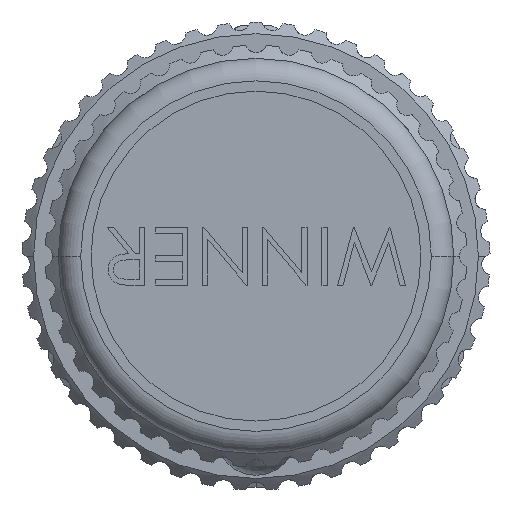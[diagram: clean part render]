
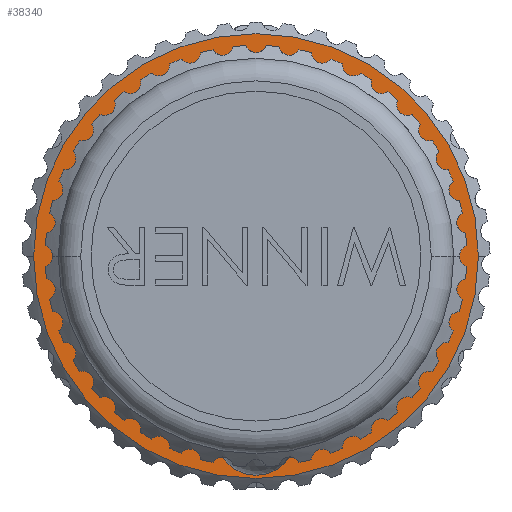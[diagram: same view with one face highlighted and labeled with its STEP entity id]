
A CAD part, left-side view. The second image highlights one B-rep face of the part: STEP entity #38340.
In plain terms, the highlighted planar face has unit normal (-1, 0, 0).
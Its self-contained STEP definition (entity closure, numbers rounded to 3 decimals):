
#608 = AXIS2_PLACEMENT_3D ( 'NONE', #29466, #20497, #5755 ) ;
#3589 = EDGE_CURVE ( 'NONE', #39960, #49642, #4676, .T. ) ;
#4111 = EDGE_LOOP ( 'NONE', ( #40883, #32346 ) ) ;
#4389 = ORIENTED_EDGE ( 'NONE', *, *, #45629, .F. ) ;
#4676 = CIRCLE ( 'NONE', #49538, 15.3 ) ;
#5652 = CARTESIAN_POINT ( 'NONE',  ( -8.02, -8.56, 0. ) ) ;
#5755 = DIRECTION ( 'NONE',  ( 0., 1., 0. ) ) ;
#13139 = DIRECTION ( 'NONE',  ( 0., 1., 0. ) ) ;
#13671 = CARTESIAN_POINT ( 'NONE',  ( -8.02, 15.3, 0. ) ) ;
#16300 = CARTESIAN_POINT ( 'NONE',  ( -8.02, -15.3, 0. ) ) ;
#16312 = DIRECTION ( 'NONE',  ( 0., 1., 0. ) ) ;
#19127 = CARTESIAN_POINT ( 'NONE',  ( -8.02, 0., 0. ) ) ;
#19161 = FACE_BOUND ( 'NONE', #30822, .T. ) ;
#20497 = DIRECTION ( 'NONE',  ( -1., 0., 0. ) ) ;
#24321 = DIRECTION ( 'NONE',  ( 0., 1., 0. ) ) ;
#27314 = VERTEX_POINT ( 'NONE', #48495 ) ;
#29466 = CARTESIAN_POINT ( 'NONE',  ( -8.02, 0., 0. ) ) ;
#30674 = DIRECTION ( 'NONE',  ( -1., 0., 0. ) ) ;
#30822 = EDGE_LOOP ( 'NONE', ( #4389, #51017 ) ) ;
#32346 = ORIENTED_EDGE ( 'NONE', *, *, #3589, .T. ) ;
#32790 = DIRECTION ( 'NONE',  ( -1., 0., 0. ) ) ;
#33309 = DIRECTION ( 'NONE',  ( -1., 0., 0. ) ) ;
#38340 = ADVANCED_FACE ( 'NONE', ( #19161, #54148 ), #51196, .T. ) ;
#39960 = VERTEX_POINT ( 'NONE', #13671 ) ;
#40883 = ORIENTED_EDGE ( 'NONE', *, *, #42903, .T. ) ;
#41253 = CIRCLE ( 'NONE', #51935, 8.56 ) ;
#42758 = AXIS2_PLACEMENT_3D ( 'NONE', #51509, #32790, #61069 ) ;
#42903 = EDGE_CURVE ( 'NONE', #49642, #39960, #52513, .T. ) ;
#45629 = EDGE_CURVE ( 'NONE', #27314, #52272, #41253, .T. ) ;
#47553 = AXIS2_PLACEMENT_3D ( 'NONE', #51395, #60554, #13139 ) ;
#48495 = CARTESIAN_POINT ( 'NONE',  ( -8.02, 8.56, 0. ) ) ;
#49538 = AXIS2_PLACEMENT_3D ( 'NONE', #54182, #30674, #16312 ) ;
#49642 = VERTEX_POINT ( 'NONE', #16300 ) ;
#51017 = ORIENTED_EDGE ( 'NONE', *, *, #58811, .F. ) ;
#51196 = PLANE ( 'NONE',  #47553 ) ;
#51395 = CARTESIAN_POINT ( 'NONE',  ( -8.02, 0., 0. ) ) ;
#51509 = CARTESIAN_POINT ( 'NONE',  ( -8.02, 0., 0. ) ) ;
#51935 = AXIS2_PLACEMENT_3D ( 'NONE', #19127, #33309, #24321 ) ;
#52272 = VERTEX_POINT ( 'NONE', #5652 ) ;
#52513 = CIRCLE ( 'NONE', #608, 15.3 ) ;
#54148 = FACE_OUTER_BOUND ( 'NONE', #4111, .T. ) ;
#54182 = CARTESIAN_POINT ( 'NONE',  ( -8.02, 0., 0. ) ) ;
#58127 = CIRCLE ( 'NONE', #42758, 8.56 ) ;
#58811 = EDGE_CURVE ( 'NONE', #52272, #27314, #58127, .T. ) ;
#60554 = DIRECTION ( 'NONE',  ( -1., 0., 0. ) ) ;
#61069 = DIRECTION ( 'NONE',  ( 0., 1., 0. ) ) ;
